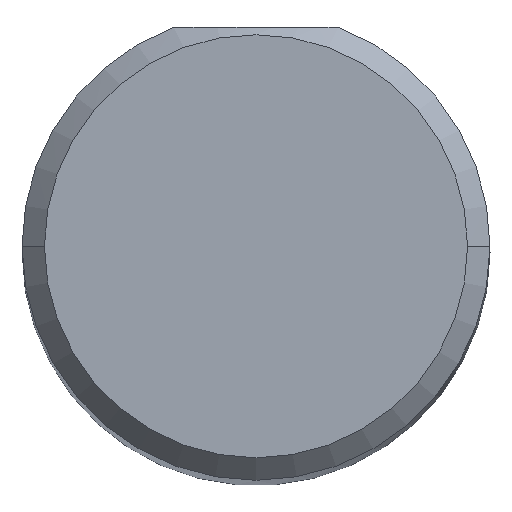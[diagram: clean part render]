
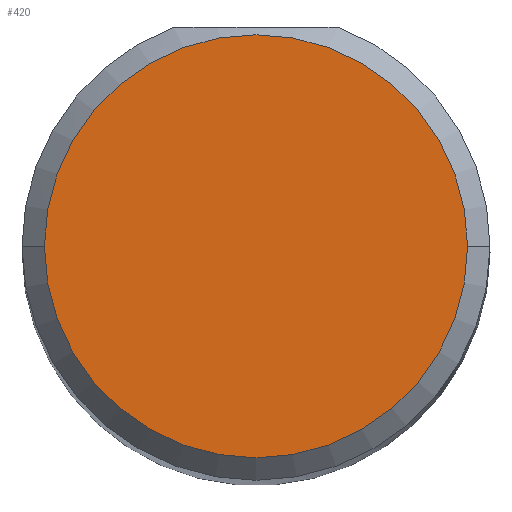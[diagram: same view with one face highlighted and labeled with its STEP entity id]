
A CAD part, top view. The second image highlights one B-rep face of the part: STEP entity #420.
In plain terms, the highlighted planar face has unit normal (0, 0, 1).
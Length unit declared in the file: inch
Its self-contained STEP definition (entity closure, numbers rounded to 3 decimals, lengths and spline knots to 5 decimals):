
#53 = CARTESIAN_POINT ( 'NONE',  ( 0., 0., 2.5 ) ) ;
#66 = FACE_OUTER_BOUND ( 'NONE', #615, .T. ) ;
#77 = AXIS2_PLACEMENT_3D ( 'NONE', #565, #668, #186 ) ;
#104 = EDGE_CURVE ( 'NONE', #557, #174, #690, .T. ) ;
#160 = AXIS2_PLACEMENT_3D ( 'NONE', #53, #200, #418 ) ;
#174 = VERTEX_POINT ( 'NONE', #473 ) ;
#186 = DIRECTION ( 'NONE',  ( 1., 0., 0. ) ) ;
#200 = DIRECTION ( 'NONE',  ( 0., 0., 1. ) ) ;
#211 = EDGE_CURVE ( 'NONE', #174, #557, #612, .T. ) ;
#390 = ORIENTED_EDGE ( 'NONE', *, *, #211, .T. ) ;
#418 = DIRECTION ( 'NONE',  ( 1., 0., 0. ) ) ;
#420 = ADVANCED_FACE ( 'NONE', ( #66 ), #595, .T. ) ;
#424 = ORIENTED_EDGE ( 'NONE', *, *, #104, .T. ) ;
#473 = CARTESIAN_POINT ( 'NONE',  ( 0.14125, 0., 2.5 ) ) ;
#493 = DIRECTION ( 'NONE',  ( 1., 0., 0. ) ) ;
#539 = AXIS2_PLACEMENT_3D ( 'NONE', #602, #667, #493 ) ;
#557 = VERTEX_POINT ( 'NONE', #693 ) ;
#565 = CARTESIAN_POINT ( 'NONE',  ( 0., 0., 2.5 ) ) ;
#595 = PLANE ( 'NONE',  #539 ) ;
#602 = CARTESIAN_POINT ( 'NONE',  ( 0., 0., 2.5 ) ) ;
#612 = CIRCLE ( 'NONE', #160, 0.14125 ) ;
#615 = EDGE_LOOP ( 'NONE', ( #424, #390 ) ) ;
#667 = DIRECTION ( 'NONE',  ( 0., 0., 1. ) ) ;
#668 = DIRECTION ( 'NONE',  ( 0., 0., 1. ) ) ;
#690 = CIRCLE ( 'NONE', #77, 0.14125 ) ;
#693 = CARTESIAN_POINT ( 'NONE',  ( -0.14125, 0., 2.5 ) ) ;
